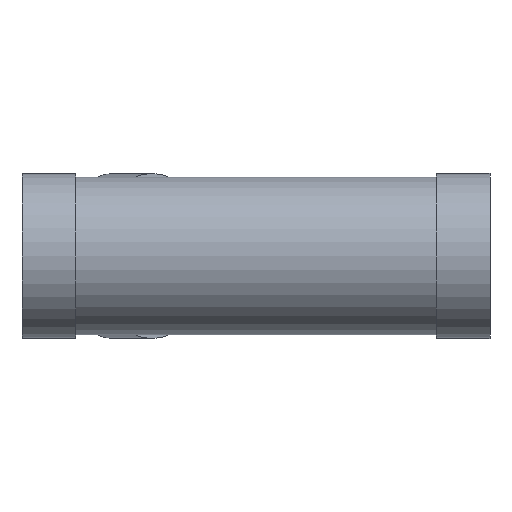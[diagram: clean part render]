
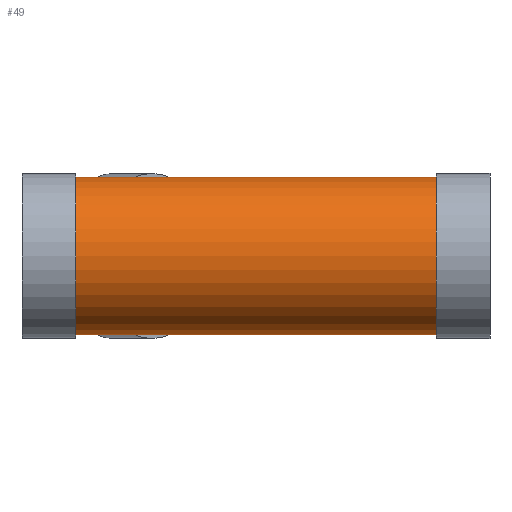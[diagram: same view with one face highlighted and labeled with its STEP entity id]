
A CAD part, front view. The second image highlights one B-rep face of the part: STEP entity #49.
In plain terms, the highlighted cylindrical face has radius 55 mm (diameter 110 mm), a full revolution.
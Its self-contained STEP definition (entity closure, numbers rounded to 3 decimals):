
#49 = ADVANCED_FACE( '', ( #110, #111, #112 ), #113, .T. );
#110 = FACE_OUTER_BOUND( '', #195, .T. );
#111 = FACE_BOUND( '', #196, .T. );
#112 = FACE_OUTER_BOUND( '', #197, .T. );
#113 = CYLINDRICAL_SURFACE( '', #198, 55. );
#195 = EDGE_LOOP( '', ( #280 ) );
#196 = EDGE_LOOP( '', ( #281, #282 ) );
#197 = EDGE_LOOP( '', ( #283 ) );
#198 = AXIS2_PLACEMENT_3D( '', #284, #285, #286 );
#280 = ORIENTED_EDGE( '', *, *, #391, .T. );
#281 = ORIENTED_EDGE( '', *, *, #392, .F. );
#282 = ORIENTED_EDGE( '', *, *, #393, .F. );
#283 = ORIENTED_EDGE( '', *, *, #394, .F. );
#284 = CARTESIAN_POINT( '', ( 163., 0., 0. ) );
#285 = DIRECTION( '', ( -1., 0., 0. ) );
#286 = DIRECTION( '', ( 0., 0., -1. ) );
#391 = EDGE_CURVE( '', #438, #438, #439, .T. );
#392 = EDGE_CURVE( '', #440, #441, #442, .F. );
#393 = EDGE_CURVE( '', #441, #440, #443, .F. );
#394 = EDGE_CURVE( '', #444, #444, #445, .T. );
#438 = VERTEX_POINT( '', #501 );
#439 = CIRCLE( '', #502, 55. );
#440 = VERTEX_POINT( '', #503 );
#441 = VERTEX_POINT( '', #504 );
#442 = ELLIPSE( '', #505, 143.722, 55. );
#443 = ELLIPSE( '', #506, 59.532, 55. );
#444 = VERTEX_POINT( '', #507 );
#445 = CIRCLE( '', #508, 55. );
#501 = CARTESIAN_POINT( '', ( -125.5, 0., -55. ) );
#502 = AXIS2_PLACEMENT_3D( '', #566, #567, #568 );
#503 = CARTESIAN_POINT( '', ( 55., 0., -55. ) );
#504 = CARTESIAN_POINT( '', ( 55., 0., 55. ) );
#505 = AXIS2_PLACEMENT_3D( '', #569, #570, #571 );
#506 = AXIS2_PLACEMENT_3D( '', #572, #573, #574 );
#507 = CARTESIAN_POINT( '', ( 125.5, 0., -55. ) );
#508 = AXIS2_PLACEMENT_3D( '', #575, #576, #577 );
#566 = CARTESIAN_POINT( '', ( -125.5, 0., 0. ) );
#567 = DIRECTION( '', ( 1., 0., 0. ) );
#568 = DIRECTION( '', ( 0., 0., -1. ) );
#569 = CARTESIAN_POINT( '', ( 55., 0., 0. ) );
#570 = DIRECTION( '', ( -0.383, -0.924, 0. ) );
#571 = DIRECTION( '', ( 0.924, -0.383, 0. ) );
#572 = CARTESIAN_POINT( '', ( 55., 0., 0. ) );
#573 = DIRECTION( '', ( 0.924, -0.383, 0. ) );
#574 = DIRECTION( '', ( -0.383, -0.924, 0. ) );
#575 = CARTESIAN_POINT( '', ( 125.5, 0., 0. ) );
#576 = DIRECTION( '', ( 1., 0., 0. ) );
#577 = DIRECTION( '', ( 0., 0., -1. ) );
